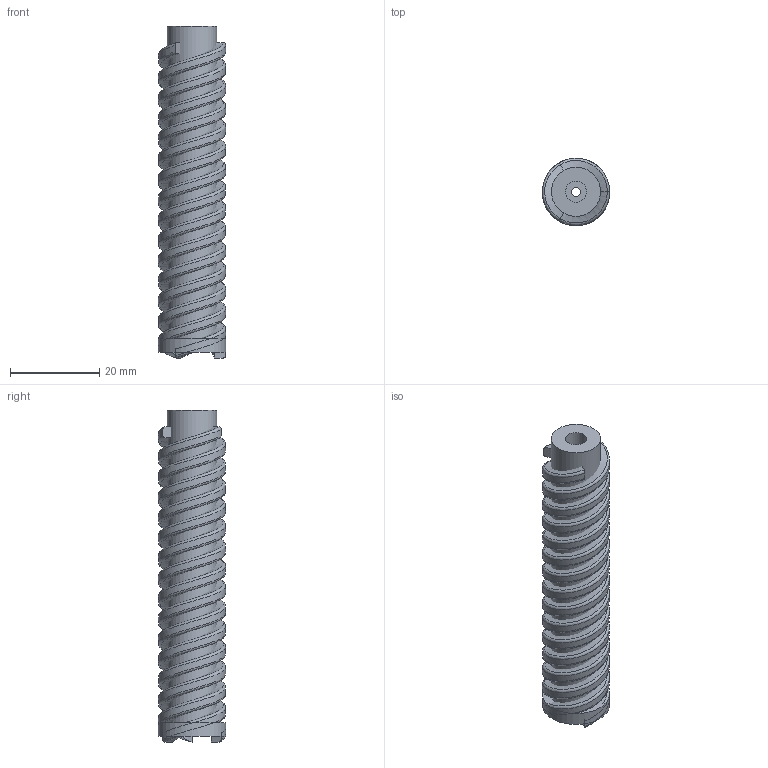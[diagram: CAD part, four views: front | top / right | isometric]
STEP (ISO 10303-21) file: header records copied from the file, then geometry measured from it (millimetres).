
FILE_DESCRIPTION(/* description */ (''),/* implementation_level */ '2;1');
FILE_NAME(/* name */ 'Lead Screw 3 Start 68mm Length 2.5 Thread 11mm shaft.step',/* time_stamp */ '2016-12-10T21:51:40-08:00',/* author */ (''),/* organization */ (''),/* preprocessor_version */ 'ST-DEVELOPER v16.5',/* originating_system */ 'Autodesk Translation Framework v5.2.0.2920',/* authorisation */ '');
FILE_SCHEMA (('AUTOMOTIVE_DESIGN { 1 0 10303 214 3 1 1 }'));
Length unit declared in the file: millimetre
Products named in the file (1): (Unsaved)
Bounding box: 15 x 15.01 x 74.25 mm (x, y, z)
Volume: 8813.3 mm3; surface area: 10021.6 mm2
Topology: 4 solids, 4 shells, 34 faces, 70 edges, 47 vertices
Faces by surface type: bspline 12, cylinder 11, plane 11
Full cylindrical faces by diameter (mm): 2 x1, 4.75 x1, 6 x1, 11 x1, 15 x1
Entity records: 5153 total; most frequent: CARTESIAN_POINT 4470, ORIENTED_EDGE 128, DIRECTION 114, EDGE_CURVE 64, VERTEX_POINT 46, AXIS2_PLACEMENT_3D 45, EDGE_LOOP 44, FACE_OUTER_BOUND 34
